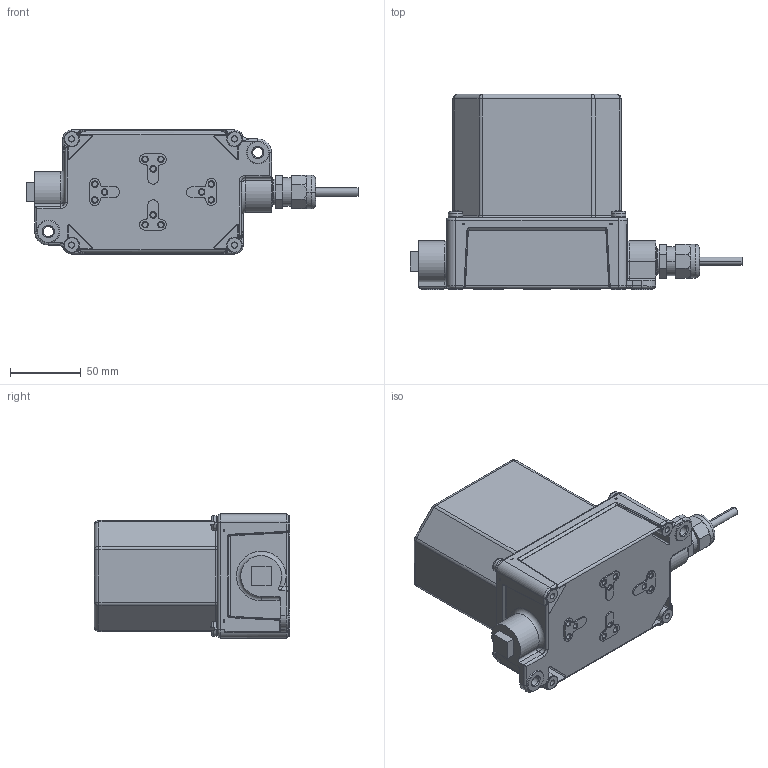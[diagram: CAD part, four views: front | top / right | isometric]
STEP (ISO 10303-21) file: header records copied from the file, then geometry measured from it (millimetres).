
FILE_DESCRIPTION((''),'2;1');
FILE_NAME('147031_SM01_ASM','2025-07-25T13:28:19',('banengservice'),('BANNER ENGINEERING'),'CREO PARAMETRIC BY PTC INC, 2022414','CREO PARAMETRIC BY PTC INC, 2022414','');
FILE_SCHEMA(('CONFIG_CONTROL_DESIGN'));
Length unit declared in the file: millimetre
Products named in the file (3): 147031_EP01; 147031_EP02; 147031_SM01_ASM
Assembly tree (2 placements, depth 2):
  147031_SM01_ASM
    147031_EP01
    147031_EP02
Bounding box: 234.57 x 138.05 x 87.63 mm (x, y, z)
Volume: 1309743.3 mm3; surface area: 100007.3 mm2
Topology: 2 solids, 2 shells, 652 faces, 1534 edges, 921 vertices
Faces by surface type: cylinder 260, plane 172, bspline 86, torus 60, cone 58, sphere 16
Entity records: 24891 total; most frequent: CARTESIAN_POINT 10315, ORIENTED_EDGE 3068, DIRECTION 2993, EDGE_CURVE 1534, AXIS2_PLACEMENT_3D 1163, VERTEX_POINT 921, EDGE_LOOP 699, VECTOR 667
